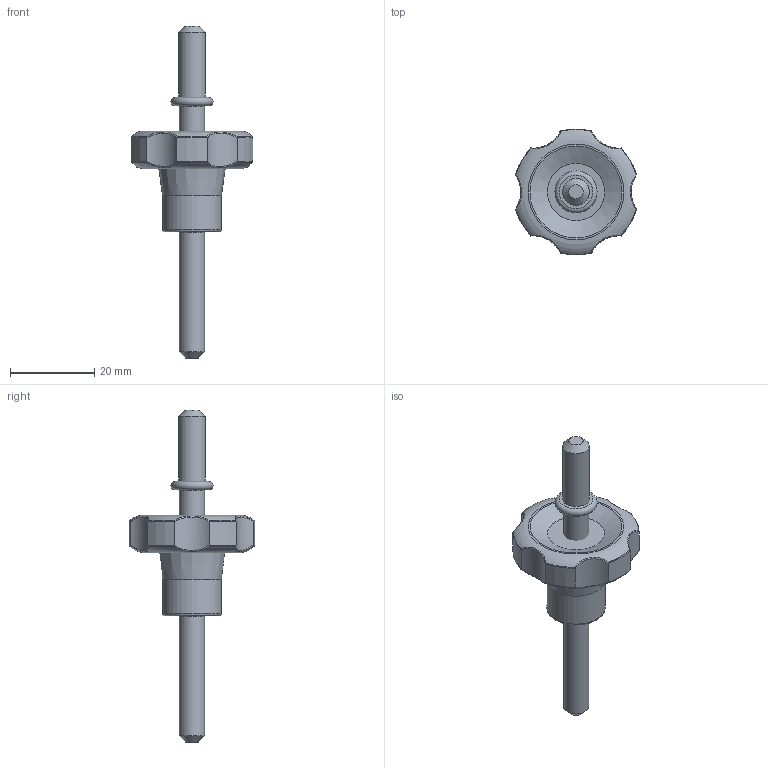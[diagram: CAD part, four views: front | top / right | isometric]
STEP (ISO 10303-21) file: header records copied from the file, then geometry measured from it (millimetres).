
FILE_DESCRIPTION( ( 'Unknown' ), '1' );
FILE_NAME( '6372090_LP30_M06x30.stp', 'Unknown', ( 'Unknown' ), ( 'Unknown' ), 'PSStep 11.0', 'Unknown', ' ' );
FILE_SCHEMA( ( 'AUTOMOTIVE_DESIGN { 1 0 10303 214 1 1 1 1 }' ) );
Length unit declared in the file: millimetre
Products named in the file (3): Assem1; 1833128; 6372090
Bounding box: 28.88 x 29.9 x 79 mm (x, y, z)
Volume: 15501.1 mm3; surface area: 9281.9 mm2
Topology: 4 solids, 4 shells, 128 faces, 310 edges, 202 vertices
Faces by surface type: torus 40, cylinder 34, bspline 24, plane 20, cone 10
Full cylindrical faces by diameter (mm): 6 x6, 6.4 x2, 14 x2
Entity records: 4958 total; most frequent: CARTESIAN_POINT 3137, ORIENTED_EDGE 266, DIRECTION 220, EDGE_CURVE 133, AXIS2_PLACEMENT_3D 104, VERTEX_POINT 97, EDGE_LOOP 88, FACE_OUTER_BOUND 77
